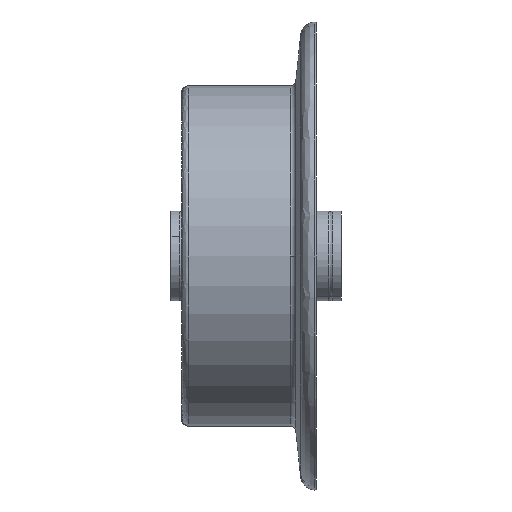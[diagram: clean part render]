
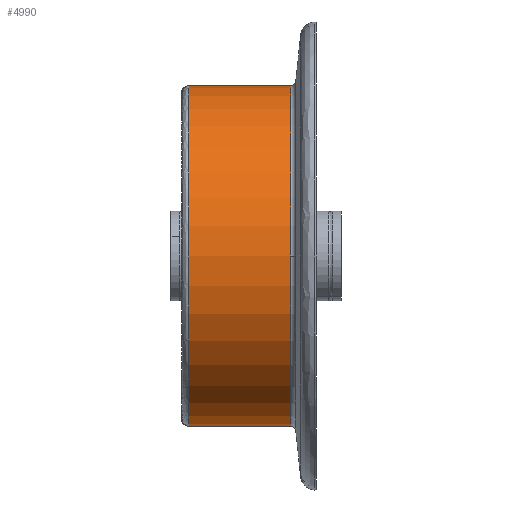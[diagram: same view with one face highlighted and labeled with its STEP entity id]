
A CAD part, front view. The second image highlights one B-rep face of the part: STEP entity #4990.
In plain terms, the highlighted cylindrical face has radius 24 mm (diameter 48 mm), a partial arc.
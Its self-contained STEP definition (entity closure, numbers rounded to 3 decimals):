
#140 = CARTESIAN_POINT ( 'NONE',  ( -17.6, 0., 0. ) ) ;
#668 = VECTOR ( 'NONE', #1428, 1000. ) ;
#876 = EDGE_CURVE ( 'NONE', #2773, #4845, #1147, .T. ) ;
#954 = CARTESIAN_POINT ( 'NONE',  ( -3.187, 0., 0. ) ) ;
#1147 = CIRCLE ( 'NONE', #5605, 24. ) ;
#1224 = AXIS2_PLACEMENT_3D ( 'NONE', #954, #4390, #2916 ) ;
#1428 = DIRECTION ( 'NONE',  ( -1., 0., 0. ) ) ;
#1444 = ORIENTED_EDGE ( 'NONE', *, *, #4433, .T. ) ;
#1588 = CARTESIAN_POINT ( 'NONE',  ( 0., 0., -24. ) ) ;
#1853 = DIRECTION ( 'NONE',  ( 0., 0., -1. ) ) ;
#1875 = DIRECTION ( 'NONE',  ( 1., 0., 0. ) ) ;
#1976 = LINE ( 'NONE', #5771, #668 ) ;
#2389 = EDGE_CURVE ( 'NONE', #3180, #2875, #5498, .T. ) ;
#2498 = DIRECTION ( 'NONE',  ( -1., 0., 0. ) ) ;
#2587 = CARTESIAN_POINT ( 'NONE',  ( -17.6, 0., -24. ) ) ;
#2773 = VERTEX_POINT ( 'NONE', #2814 ) ;
#2777 = CARTESIAN_POINT ( 'NONE',  ( -3.187, 0., 24. ) ) ;
#2814 = CARTESIAN_POINT ( 'NONE',  ( -17.6, 0., 24. ) ) ;
#2875 = VERTEX_POINT ( 'NONE', #4141 ) ;
#2916 = DIRECTION ( 'NONE',  ( 0., 0., -1. ) ) ;
#2924 = EDGE_CURVE ( 'NONE', #3180, #4845, #4397, .T. ) ;
#3180 = VERTEX_POINT ( 'NONE', #3205 ) ;
#3205 = CARTESIAN_POINT ( 'NONE',  ( -3.187, 0., -24. ) ) ;
#3345 = AXIS2_PLACEMENT_3D ( 'NONE', #5154, #6143, #5197 ) ;
#3412 = ORIENTED_EDGE ( 'NONE', *, *, #2389, .T. ) ;
#3535 = DIRECTION ( 'NONE',  ( 0., 0., -1. ) ) ;
#3644 = VECTOR ( 'NONE', #4850, 1000. ) ;
#3929 = FACE_OUTER_BOUND ( 'NONE', #4626, .T. ) ;
#4141 = CARTESIAN_POINT ( 'NONE',  ( -3.187, -24., 0. ) ) ;
#4390 = DIRECTION ( 'NONE',  ( -1., 0., 0. ) ) ;
#4397 = LINE ( 'NONE', #1588, #3644 ) ;
#4433 = EDGE_CURVE ( 'NONE', #2875, #4995, #5268, .T. ) ;
#4626 = EDGE_LOOP ( 'NONE', ( #1444, #5997, #4902, #5681, #3412 ) ) ;
#4767 = CARTESIAN_POINT ( 'NONE',  ( -3.187, 0., 0. ) ) ;
#4845 = VERTEX_POINT ( 'NONE', #2587 ) ;
#4850 = DIRECTION ( 'NONE',  ( -1., 0., 0. ) ) ;
#4902 = ORIENTED_EDGE ( 'NONE', *, *, #876, .T. ) ;
#4990 = ADVANCED_FACE ( 'NONE', ( #3929 ), #5915, .T. ) ;
#4995 = VERTEX_POINT ( 'NONE', #2777 ) ;
#5154 = CARTESIAN_POINT ( 'NONE',  ( 0., 0., 0. ) ) ;
#5197 = DIRECTION ( 'NONE',  ( 0., 0., -1. ) ) ;
#5268 = CIRCLE ( 'NONE', #1224, 24. ) ;
#5498 = CIRCLE ( 'NONE', #6248, 24. ) ;
#5605 = AXIS2_PLACEMENT_3D ( 'NONE', #140, #1875, #1853 ) ;
#5681 = ORIENTED_EDGE ( 'NONE', *, *, #2924, .F. ) ;
#5771 = CARTESIAN_POINT ( 'NONE',  ( 0., 0., 24. ) ) ;
#5915 = CYLINDRICAL_SURFACE ( 'NONE', #3345, 24. ) ;
#5997 = ORIENTED_EDGE ( 'NONE', *, *, #6309, .T. ) ;
#6143 = DIRECTION ( 'NONE',  ( -1., 0., 0. ) ) ;
#6248 = AXIS2_PLACEMENT_3D ( 'NONE', #4767, #2498, #3535 ) ;
#6309 = EDGE_CURVE ( 'NONE', #4995, #2773, #1976, .T. ) ;
